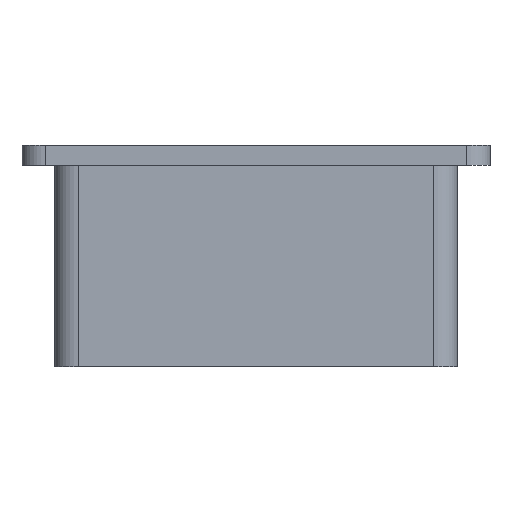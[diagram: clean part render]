
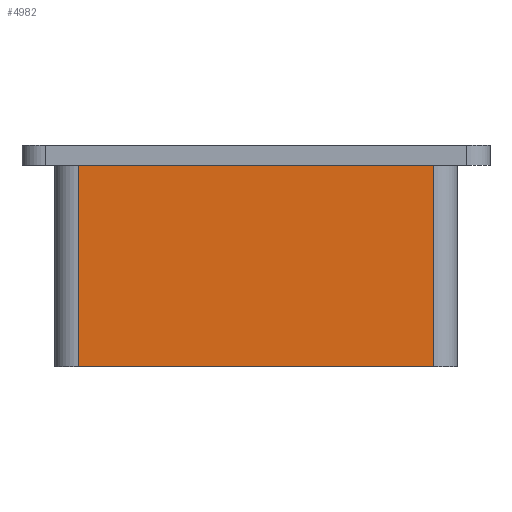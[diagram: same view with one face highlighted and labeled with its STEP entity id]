
A CAD part, front view. The second image highlights one B-rep face of the part: STEP entity #4982.
In plain terms, the highlighted planar face has unit normal (0, -1, 0).
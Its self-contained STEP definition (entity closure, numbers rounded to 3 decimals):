
#246 = CARTESIAN_POINT ( 'NONE',  ( -707.632, -1421.911, 2.318 ) ) ;
#310 = CARTESIAN_POINT ( 'NONE',  ( -783.632, -1421.911, 45.318 ) ) ;
#424 = CARTESIAN_POINT ( 'NONE',  ( -707.632, -1421.911, 2.318 ) ) ;
#720 = LINE ( 'NONE', #246, #2555 ) ;
#1206 = EDGE_CURVE ( 'NONE', #2950, #2170, #5089, .T. ) ;
#1467 = AXIS2_PLACEMENT_3D ( 'NONE', #5639, #4712, #1684 ) ;
#1528 = DIRECTION ( 'NONE',  ( -1., 0., 0. ) ) ;
#1543 = DIRECTION ( 'NONE',  ( 0., 0., -1. ) ) ;
#1603 = CARTESIAN_POINT ( 'NONE',  ( -783.632, -1421.911, 45.318 ) ) ;
#1684 = DIRECTION ( 'NONE',  ( -1., 0., 0. ) ) ;
#2037 = DIRECTION ( 'NONE',  ( -1., 0., 0. ) ) ;
#2057 = VECTOR ( 'NONE', #2127, 1000. ) ;
#2127 = DIRECTION ( 'NONE',  ( 0., 0., -1. ) ) ;
#2137 = VECTOR ( 'NONE', #1528, 1000. ) ;
#2170 = VERTEX_POINT ( 'NONE', #1603 ) ;
#2412 = EDGE_CURVE ( 'NONE', #5111, #2661, #720, .T. ) ;
#2555 = VECTOR ( 'NONE', #2037, 1000. ) ;
#2661 = VERTEX_POINT ( 'NONE', #4185 ) ;
#2896 = ORIENTED_EDGE ( 'NONE', *, *, #4412, .F. ) ;
#2950 = VERTEX_POINT ( 'NONE', #4199 ) ;
#3346 = EDGE_CURVE ( 'NONE', #2170, #2661, #5642, .T. ) ;
#3354 = CARTESIAN_POINT ( 'NONE',  ( -707.632, -1421.911, 45.318 ) ) ;
#3871 = PLANE ( 'NONE',  #1467 ) ;
#4185 = CARTESIAN_POINT ( 'NONE',  ( -783.632, -1421.911, 2.318 ) ) ;
#4199 = CARTESIAN_POINT ( 'NONE',  ( -707.632, -1421.911, 45.318 ) ) ;
#4412 = EDGE_CURVE ( 'NONE', #2950, #5111, #4725, .T. ) ;
#4712 = DIRECTION ( 'NONE',  ( 0., -1., 0. ) ) ;
#4725 = LINE ( 'NONE', #3354, #5206 ) ;
#4982 = ADVANCED_FACE ( 'NONE', ( #5606 ), #3871, .T. ) ;
#5059 = CARTESIAN_POINT ( 'NONE',  ( -707.632, -1421.911, 45.318 ) ) ;
#5089 = LINE ( 'NONE', #5059, #2137 ) ;
#5111 = VERTEX_POINT ( 'NONE', #424 ) ;
#5206 = VECTOR ( 'NONE', #1543, 1000. ) ;
#5220 = ORIENTED_EDGE ( 'NONE', *, *, #1206, .T. ) ;
#5266 = EDGE_LOOP ( 'NONE', ( #5220, #5317, #5542, #2896 ) ) ;
#5317 = ORIENTED_EDGE ( 'NONE', *, *, #3346, .T. ) ;
#5542 = ORIENTED_EDGE ( 'NONE', *, *, #2412, .F. ) ;
#5606 = FACE_OUTER_BOUND ( 'NONE', #5266, .T. ) ;
#5639 = CARTESIAN_POINT ( 'NONE',  ( -707.632, -1421.911, 45.318 ) ) ;
#5642 = LINE ( 'NONE', #310, #2057 ) ;
